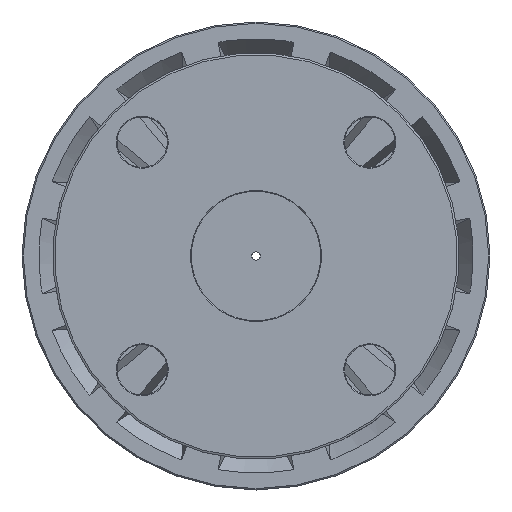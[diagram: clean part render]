
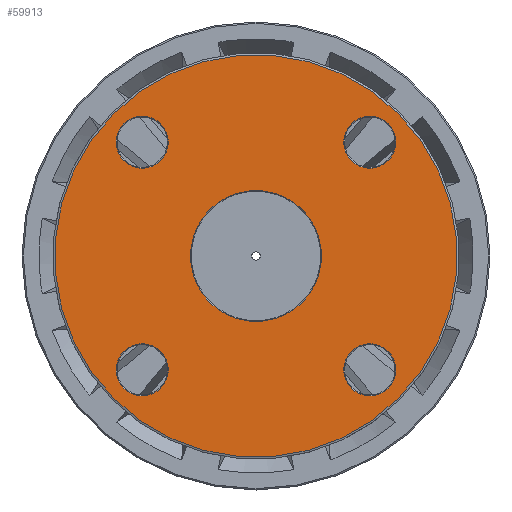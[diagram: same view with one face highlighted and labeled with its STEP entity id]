
A CAD part, front view. The second image highlights one B-rep face of the part: STEP entity #59913.
In plain terms, the highlighted planar face has unit normal (0, -1, 0).
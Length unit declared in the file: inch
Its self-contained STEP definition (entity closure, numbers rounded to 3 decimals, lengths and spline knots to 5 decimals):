
#59835=CARTESIAN_POINT('',(-2.10011,0.,2.10011));
#59836=VERTEX_POINT('',#59835);
#59837=CARTESIAN_POINT('',(0.,0.,0.));
#59838=DIRECTION('',(0.,1.0,0.));
#59839=DIRECTION('',(0.707,0.,-0.707));
#59840=AXIS2_PLACEMENT_3D('',#59837,#59838,#59839);
#59841=CIRCLE('',#59840,2.97);
#59842=EDGE_CURVE('',#59836,#59836,#59841,.T.);
#59850=CARTESIAN_POINT('',(-1.39883,0.,1.39883));
#59851=DIRECTION('',(0.0,-1.0,0.0));
#59852=DIRECTION('',(0.707,0.0,0.707));
#59853=AXIS2_PLACEMENT_3D('',#59850,#59851,#59852);
#59854=PLANE('',#59853);
#59855=ORIENTED_EDGE('',*,*,#59842,.F.);
#59856=EDGE_LOOP('',(#59855));
#59857=FACE_OUTER_BOUND('',#59856,.T.);
#59858=CARTESIAN_POINT('',(1.94985,0.,-1.40891));
#59859=VERTEX_POINT('',#59858);
#59860=CARTESIAN_POINT('',(1.67938,0.,-1.67938));
#59861=DIRECTION('',(0.,-1.0,0.));
#59862=DIRECTION('',(-0.707,0.,-0.707));
#59863=AXIS2_PLACEMENT_3D('',#59860,#59861,#59862);
#59864=CIRCLE('',#59863,0.3825);
#59865=EDGE_CURVE('',#59859,#59859,#59864,.T.);
#59866=ORIENTED_EDGE('',*,*,#59865,.F.);
#59867=EDGE_LOOP('',(#59866));
#59868=FACE_BOUND('',#59867,.T.);
#59869=CARTESIAN_POINT('',(-1.40891,0.,-1.94985));
#59870=VERTEX_POINT('',#59869);
#59871=CARTESIAN_POINT('',(-1.67938,0.,-1.67938));
#59872=DIRECTION('',(0.,-1.0,0.));
#59873=DIRECTION('',(-0.707,0.,0.707));
#59874=AXIS2_PLACEMENT_3D('',#59871,#59872,#59873);
#59875=CIRCLE('',#59874,0.3825);
#59876=EDGE_CURVE('',#59870,#59870,#59875,.T.);
#59877=ORIENTED_EDGE('',*,*,#59876,.F.);
#59878=EDGE_LOOP('',(#59877));
#59879=FACE_BOUND('',#59878,.T.);
#59880=CARTESIAN_POINT('',(-1.94985,0.,1.40891));
#59881=VERTEX_POINT('',#59880);
#59882=CARTESIAN_POINT('',(-1.67938,0.,1.67938));
#59883=DIRECTION('',(0.,-1.0,0.));
#59884=DIRECTION('',(0.707,0.,0.707));
#59885=AXIS2_PLACEMENT_3D('',#59882,#59883,#59884);
#59886=CIRCLE('',#59885,0.3825);
#59887=EDGE_CURVE('',#59881,#59881,#59886,.T.);
#59888=ORIENTED_EDGE('',*,*,#59887,.F.);
#59889=EDGE_LOOP('',(#59888));
#59890=FACE_BOUND('',#59889,.T.);
#59891=CARTESIAN_POINT('',(-0.68342,0.,0.68342));
#59892=VERTEX_POINT('',#59891);
#59893=CARTESIAN_POINT('',(0.,0.,0.));
#59894=DIRECTION('',(0.,-1.0,0.));
#59895=DIRECTION('',(0.707,0.,-0.707));
#59896=AXIS2_PLACEMENT_3D('',#59893,#59894,#59895);
#59897=CIRCLE('',#59896,0.9665);
#59898=EDGE_CURVE('',#59892,#59892,#59897,.T.);
#59899=ORIENTED_EDGE('',*,*,#59898,.F.);
#59900=EDGE_LOOP('',(#59899));
#59901=FACE_BOUND('',#59900,.T.);
#59902=CARTESIAN_POINT('',(1.40891,0.,1.94985));
#59903=VERTEX_POINT('',#59902);
#59904=CARTESIAN_POINT('',(1.67938,0.,1.67938));
#59905=DIRECTION('',(0.,-1.0,0.));
#59906=DIRECTION('',(0.707,0.,-0.707));
#59907=AXIS2_PLACEMENT_3D('',#59904,#59905,#59906);
#59908=CIRCLE('',#59907,0.3825);
#59909=EDGE_CURVE('',#59903,#59903,#59908,.T.);
#59910=ORIENTED_EDGE('',*,*,#59909,.F.);
#59911=EDGE_LOOP('',(#59910));
#59912=FACE_BOUND('',#59911,.T.);
#59913=ADVANCED_FACE('',(#59857,#59868,#59879,#59890,#59901,#59912),#59854,.T.);
